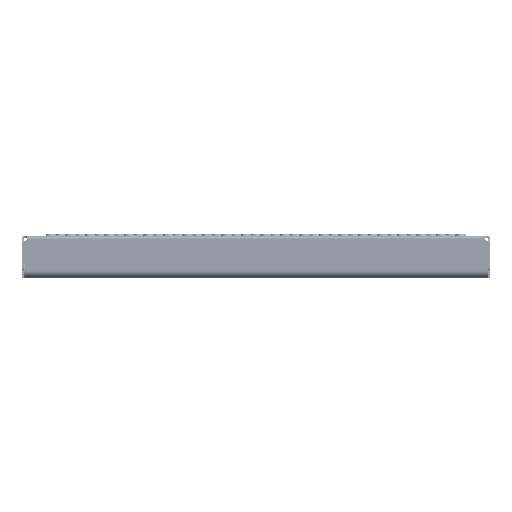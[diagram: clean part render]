
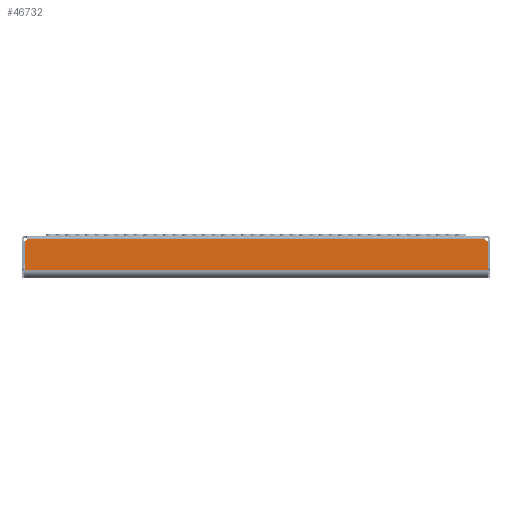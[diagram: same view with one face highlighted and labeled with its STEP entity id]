
A CAD part, top view. The second image highlights one B-rep face of the part: STEP entity #46732.
In plain terms, the highlighted planar face has unit normal (0, 0, 1).
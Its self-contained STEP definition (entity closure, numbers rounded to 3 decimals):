
#528 = ORIENTED_EDGE ( 'NONE', *, *, #120119, .F. ) ;
#2117 = DIRECTION ( 'NONE',  ( 0., 1., 0. ) ) ;
#3394 = VERTEX_POINT ( 'NONE', #131407 ) ;
#5713 = CARTESIAN_POINT ( 'NONE',  ( -296.49, -44.505, 100. ) ) ;
#6304 = VERTEX_POINT ( 'NONE', #133740 ) ;
#7856 = CARTESIAN_POINT ( 'NONE',  ( 297.49, -7.211, 100. ) ) ;
#14698 = EDGE_CURVE ( 'NONE', #60508, #90259, #33560, .T. ) ;
#15055 = DIRECTION ( 'NONE',  ( 1., 0., 0. ) ) ;
#16351 = DIRECTION ( 'NONE',  ( 0., 0., -1. ) ) ;
#16623 = DIRECTION ( 'NONE',  ( 0., 0., 1. ) ) ;
#17058 = AXIS2_PLACEMENT_3D ( 'NONE', #38358, #16623, #109004 ) ;
#20878 = CARTESIAN_POINT ( 'NONE',  ( -293.913, -4.5, 100. ) ) ;
#23552 = EDGE_CURVE ( 'NONE', #90259, #56738, #74701, .T. ) ;
#23854 = CARTESIAN_POINT ( 'NONE',  ( -298.4, -2.295, 100. ) ) ;
#23991 = VECTOR ( 'NONE', #2117, 1000. ) ;
#25323 = ORIENTED_EDGE ( 'NONE', *, *, #106171, .T. ) ;
#28135 = PLANE ( 'NONE',  #17058 ) ;
#30141 = DIRECTION ( 'NONE',  ( 0., -1., 0. ) ) ;
#33560 = CIRCLE ( 'NONE', #72536, 5. ) ;
#35606 = CARTESIAN_POINT ( 'NONE',  ( -296.49, -6.916, 100. ) ) ;
#36657 = ORIENTED_EDGE ( 'NONE', *, *, #23552, .T. ) ;
#38358 = CARTESIAN_POINT ( 'NONE',  ( -298.4, 194.505, 100. ) ) ;
#39461 = ORIENTED_EDGE ( 'NONE', *, *, #73352, .T. ) ;
#40700 = ORIENTED_EDGE ( 'NONE', *, *, #95815, .T. ) ;
#43999 = AXIS2_PLACEMENT_3D ( 'NONE', #123206, #48503, #30141 ) ;
#46732 = ADVANCED_FACE ( 'NONE', ( #98845 ), #28135, .T. ) ;
#47136 = DIRECTION ( 'NONE',  ( 1., 0., 0. ) ) ;
#48503 = DIRECTION ( 'NONE',  ( 0., 0., -1. ) ) ;
#54842 = VECTOR ( 'NONE', #86258, 1000. ) ;
#56738 = VERTEX_POINT ( 'NONE', #98402 ) ;
#60508 = VERTEX_POINT ( 'NONE', #20878 ) ;
#68430 = EDGE_LOOP ( 'NONE', ( #25323, #39461, #40700, #528, #107539, #36657 ) ) ;
#72536 = AXIS2_PLACEMENT_3D ( 'NONE', #23854, #16351, #97909 ) ;
#73352 = EDGE_CURVE ( 'NONE', #3394, #99651, #95209, .T. ) ;
#74701 = LINE ( 'NONE', #116137, #54842 ) ;
#74809 = CARTESIAN_POINT ( 'NONE',  ( 297.49, -7.211, 100. ) ) ;
#85756 = CARTESIAN_POINT ( 'NONE',  ( -298.4, -4.5, 100. ) ) ;
#86258 = DIRECTION ( 'NONE',  ( 0., -1., 0. ) ) ;
#90259 = VERTEX_POINT ( 'NONE', #35606 ) ;
#94271 = LINE ( 'NONE', #5713, #123199 ) ;
#95209 = LINE ( 'NONE', #74809, #23991 ) ;
#95815 = EDGE_CURVE ( 'NONE', #99651, #6304, #113353, .T. ) ;
#97909 = DIRECTION ( 'NONE',  ( 0., -1., 0. ) ) ;
#98402 = CARTESIAN_POINT ( 'NONE',  ( -296.49, -44.505, 100. ) ) ;
#98845 = FACE_OUTER_BOUND ( 'NONE', #68430, .T. ) ;
#99651 = VERTEX_POINT ( 'NONE', #7856 ) ;
#106171 = EDGE_CURVE ( 'NONE', #56738, #3394, #94271, .T. ) ;
#107539 = ORIENTED_EDGE ( 'NONE', *, *, #14698, .T. ) ;
#109004 = DIRECTION ( 'NONE',  ( 0., -1., 0. ) ) ;
#113353 = CIRCLE ( 'NONE', #43999, 5. ) ;
#116137 = CARTESIAN_POINT ( 'NONE',  ( -296.49, -6.916, 100. ) ) ;
#117449 = VECTOR ( 'NONE', #15055, 1000. ) ;
#118323 = LINE ( 'NONE', #85756, #117449 ) ;
#120119 = EDGE_CURVE ( 'NONE', #60508, #6304, #118323, .T. ) ;
#123199 = VECTOR ( 'NONE', #47136, 1000. ) ;
#123206 = CARTESIAN_POINT ( 'NONE',  ( 298.4, -2.295, 100. ) ) ;
#131407 = CARTESIAN_POINT ( 'NONE',  ( 297.49, -44.505, 100. ) ) ;
#133740 = CARTESIAN_POINT ( 'NONE',  ( 293.913, -4.5, 100. ) ) ;
